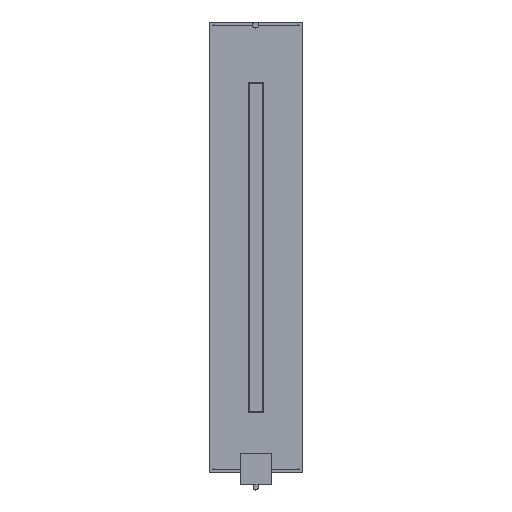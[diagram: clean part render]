
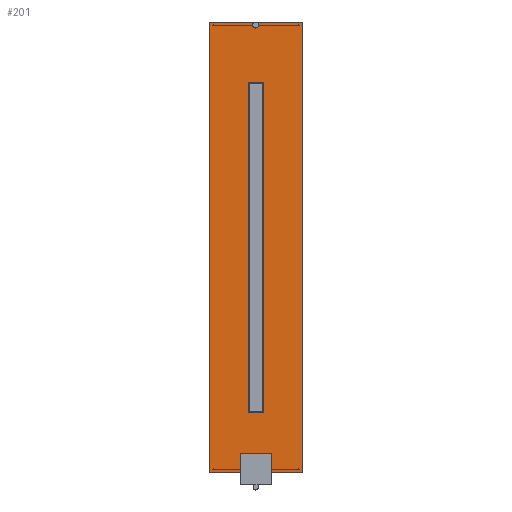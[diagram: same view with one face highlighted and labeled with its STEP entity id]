
A CAD part, top view. The second image highlights one B-rep face of the part: STEP entity #201.
In plain terms, the highlighted planar face has unit normal (0, 0, 1).
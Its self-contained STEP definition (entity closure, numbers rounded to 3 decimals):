
#55=PLANE('',#1265);
#96=FACE_BOUND('',#386,.T.);
#97=FACE_BOUND('',#387,.T.);
#98=FACE_BOUND('',#388,.T.);
#99=FACE_BOUND('',#389,.T.);
#100=FACE_BOUND('',#390,.T.);
#101=FACE_BOUND('',#391,.T.);
#124=CIRCLE('',#1207,1.25);
#125=CIRCLE('',#1209,1.25);
#136=CIRCLE('',#1232,1.25);
#138=CIRCLE('',#1235,1.25);
#150=CIRCLE('',#1261,1.25);
#151=CIRCLE('',#1262,1.25);
#152=CIRCLE('',#1263,1.25);
#153=CIRCLE('',#1264,1.25);
#201=ADVANCED_FACE('',(#96,#97,#98,#99,#100,#101),#55,.T.);
#386=EDGE_LOOP('',(#599,#600));
#387=EDGE_LOOP('',(#601,#602));
#388=EDGE_LOOP('',(#603,#604));
#389=EDGE_LOOP('',(#605,#606));
#390=EDGE_LOOP('',(#607,#608,#609,#610));
#391=EDGE_LOOP('',(#611,#612,#613,#614));
#599=ORIENTED_EDGE('',*,*,#913,.T.);
#600=ORIENTED_EDGE('',*,*,#910,.T.);
#601=ORIENTED_EDGE('',*,*,#935,.T.);
#602=ORIENTED_EDGE('',*,*,#931,.T.);
#603=ORIENTED_EDGE('',*,*,#973,.F.);
#604=ORIENTED_EDGE('',*,*,#974,.F.);
#605=ORIENTED_EDGE('',*,*,#975,.F.);
#606=ORIENTED_EDGE('',*,*,#976,.F.);
#607=ORIENTED_EDGE('',*,*,#977,.T.);
#608=ORIENTED_EDGE('',*,*,#978,.T.);
#609=ORIENTED_EDGE('',*,*,#979,.F.);
#610=ORIENTED_EDGE('',*,*,#980,.F.);
#611=ORIENTED_EDGE('',*,*,#962,.T.);
#612=ORIENTED_EDGE('',*,*,#981,.T.);
#613=ORIENTED_EDGE('',*,*,#971,.T.);
#614=ORIENTED_EDGE('',*,*,#982,.T.);
#803=VERTEX_POINT('',#1763);
#804=VERTEX_POINT('',#1764);
#818=VERTEX_POINT('',#1907);
#819=VERTEX_POINT('',#1908);
#842=VERTEX_POINT('',#1983);
#843=VERTEX_POINT('',#1985);
#848=VERTEX_POINT('',#2000);
#849=VERTEX_POINT('',#2002);
#850=VERTEX_POINT('',#2006);
#851=VERTEX_POINT('',#2007);
#852=VERTEX_POINT('',#2010);
#853=VERTEX_POINT('',#2011);
#854=VERTEX_POINT('',#2014);
#855=VERTEX_POINT('',#2015);
#856=VERTEX_POINT('',#2017);
#857=VERTEX_POINT('',#2019);
#910=EDGE_CURVE('',#803,#804,#124,.T.);
#913=EDGE_CURVE('',#804,#803,#125,.T.);
#931=EDGE_CURVE('',#818,#819,#136,.T.);
#935=EDGE_CURVE('',#819,#818,#138,.T.);
#962=EDGE_CURVE('',#843,#842,#1079,.T.);
#971=EDGE_CURVE('',#849,#848,#1084,.T.);
#973=EDGE_CURVE('',#850,#851,#150,.T.);
#974=EDGE_CURVE('',#851,#850,#151,.T.);
#975=EDGE_CURVE('',#852,#853,#152,.T.);
#976=EDGE_CURVE('',#853,#852,#153,.T.);
#977=EDGE_CURVE('',#854,#855,#1085,.T.);
#978=EDGE_CURVE('',#855,#856,#1086,.T.);
#979=EDGE_CURVE('',#857,#856,#1087,.T.);
#980=EDGE_CURVE('',#854,#857,#1088,.T.);
#981=EDGE_CURVE('',#842,#849,#1089,.T.);
#982=EDGE_CURVE('',#848,#843,#1090,.T.);
#1079=LINE('',#1984,#1149);
#1084=LINE('',#2001,#1154);
#1085=LINE('',#2013,#1155);
#1086=LINE('',#2016,#1156);
#1087=LINE('',#2018,#1157);
#1088=LINE('',#2020,#1158);
#1089=LINE('',#2021,#1159);
#1090=LINE('',#2022,#1160);
#1149=VECTOR('',#1470,1.);
#1154=VECTOR('',#1487,1.);
#1155=VECTOR('',#1500,1.);
#1156=VECTOR('',#1501,1.);
#1157=VECTOR('',#1502,1.);
#1158=VECTOR('',#1503,1.);
#1159=VECTOR('',#1504,1.);
#1160=VECTOR('',#1505,1.);
#1207=AXIS2_PLACEMENT_3D('',#1762,#1356,#1357);
#1209=AXIS2_PLACEMENT_3D('',#1768,#1362,#1363);
#1232=AXIS2_PLACEMENT_3D('',#1906,#1412,#1413);
#1235=AXIS2_PLACEMENT_3D('',#1915,#1420,#1421);
#1261=AXIS2_PLACEMENT_3D('',#2005,#1492,#1493);
#1262=AXIS2_PLACEMENT_3D('',#2008,#1494,#1495);
#1263=AXIS2_PLACEMENT_3D('',#2009,#1496,#1497);
#1264=AXIS2_PLACEMENT_3D('',#2012,#1498,#1499);
#1265=AXIS2_PLACEMENT_3D('',#2023,#1506,#1507);
#1356=DIRECTION('',(0.,0.,-1.));
#1357=DIRECTION('',(1.,0.,0.));
#1362=DIRECTION('',(0.,0.,-1.));
#1363=DIRECTION('',(1.,0.,0.));
#1412=DIRECTION('',(0.,0.,-1.));
#1413=DIRECTION('',(1.,0.,0.));
#1420=DIRECTION('',(0.,0.,-1.));
#1421=DIRECTION('',(1.,0.,0.));
#1470=DIRECTION('',(-1.,0.,0.));
#1487=DIRECTION('',(1.,0.,0.));
#1492=DIRECTION('',(0.,0.,1.));
#1493=DIRECTION('',(1.,0.,0.));
#1494=DIRECTION('',(0.,0.,1.));
#1495=DIRECTION('',(1.,0.,0.));
#1496=DIRECTION('',(0.,0.,1.));
#1497=DIRECTION('',(1.,0.,0.));
#1498=DIRECTION('',(0.,0.,1.));
#1499=DIRECTION('',(1.,0.,0.));
#1500=DIRECTION('',(-1.,0.,0.));
#1501=DIRECTION('',(0.,1.,0.));
#1502=DIRECTION('',(-1.,0.,0.));
#1503=DIRECTION('',(0.,1.,0.));
#1504=DIRECTION('',(0.,-1.,0.));
#1505=DIRECTION('',(0.,1.,0.));
#1506=DIRECTION('',(0.,0.,1.));
#1507=DIRECTION('',(1.,0.,0.));
#1762=CARTESIAN_POINT('',(-114.,592.02,-10.));
#1763=CARTESIAN_POINT('',(-114.,593.27,-10.));
#1764=CARTESIAN_POINT('',(-114.,590.77,-10.));
#1768=CARTESIAN_POINT('',(-114.,592.02,-10.));
#1906=CARTESIAN_POINT('',(114.,592.02,-10.));
#1907=CARTESIAN_POINT('',(114.,590.77,-10.));
#1908=CARTESIAN_POINT('',(114.,593.27,-10.));
#1915=CARTESIAN_POINT('',(114.,592.02,-10.));
#1983=CARTESIAN_POINT('',(-123.,600.,-10.));
#1984=CARTESIAN_POINT('',(125.,600.,-10.));
#1985=CARTESIAN_POINT('',(123.,600.,-10.));
#2000=CARTESIAN_POINT('',(123.,-600.,-10.));
#2001=CARTESIAN_POINT('',(-125.,-600.,-10.));
#2002=CARTESIAN_POINT('',(-123.,-600.,-10.));
#2005=CARTESIAN_POINT('',(-114.,-592.02,-10.));
#2006=CARTESIAN_POINT('',(-114.,-593.27,-10.));
#2007=CARTESIAN_POINT('',(-114.,-590.77,-10.));
#2008=CARTESIAN_POINT('',(-114.,-592.02,-10.));
#2009=CARTESIAN_POINT('',(114.,-592.02,-10.));
#2010=CARTESIAN_POINT('',(114.,-593.27,-10.));
#2011=CARTESIAN_POINT('',(114.,-590.77,-10.));
#2012=CARTESIAN_POINT('',(114.,-592.02,-10.));
#2013=CARTESIAN_POINT('',(20.,-440.,-10.));
#2014=CARTESIAN_POINT('',(20.,-440.,-10.));
#2015=CARTESIAN_POINT('',(-20.,-440.,-10.));
#2016=CARTESIAN_POINT('',(-20.,-440.,-10.));
#2017=CARTESIAN_POINT('',(-20.,440.,-10.));
#2018=CARTESIAN_POINT('',(20.,440.,-10.));
#2019=CARTESIAN_POINT('',(20.,440.,-10.));
#2020=CARTESIAN_POINT('',(20.,-440.,-10.));
#2021=CARTESIAN_POINT('',(-123.,-600.,-10.));
#2022=CARTESIAN_POINT('',(123.,600.,-10.));
#2023=CARTESIAN_POINT('',(0.,0.,-10.));
